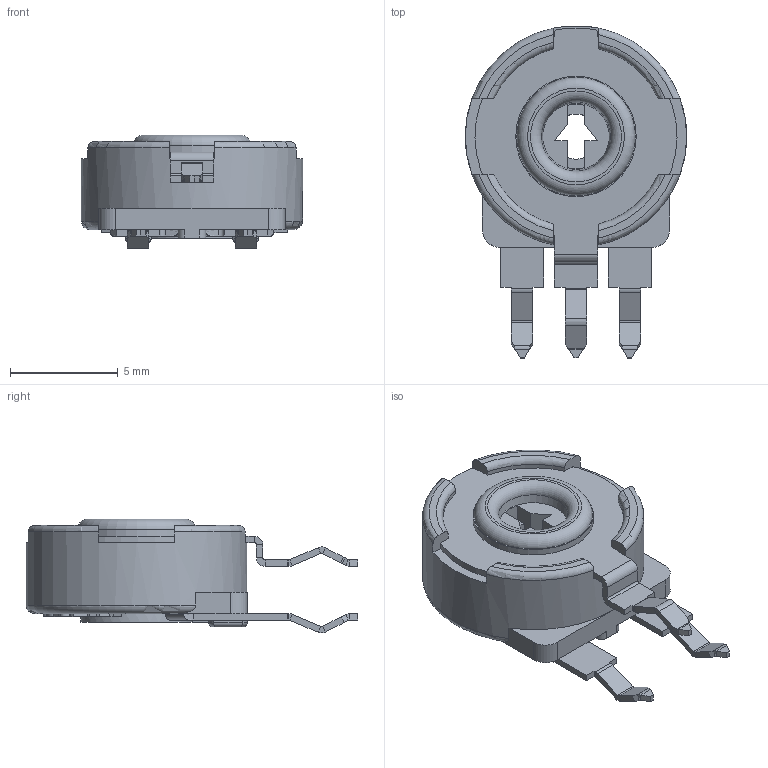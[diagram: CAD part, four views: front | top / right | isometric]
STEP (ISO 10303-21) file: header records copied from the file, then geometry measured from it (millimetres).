
FILE_DESCRIPTION (( 'STEP AP203' ), '1' );
FILE_NAME ('PT10LH02.STEP', '2018-08-28T08:26:30', ( '' ), ( '' ), 'SwSTEP 2.0', 'SolidWorks 2016', '' );
FILE_SCHEMA (( 'CONFIG_CONTROL_DESIGN' ));
Length unit declared in the file: millimetre
Products named in the file (6): PT10LH02; PT10LH02-CARCASA; PT10LH02-TERMINAL DERECHO; PT10LH02-TERMINAL IZQUIERDO; PT10LH02-COLECTOR; PT10LH02-PORTACURSOR_Predeterminada
Assembly tree (5 placements, depth 2):
  PT10LH02
    PT10LH02-CARCASA
    PT10LH02-TERMINAL DERECHO
    PT10LH02-TERMINAL IZQUIERDO
    PT10LH02-COLECTOR
    PT10LH02-PORTACURSOR_Predeterminada
Bounding box: 10.3 x 15.44 x 5.3 mm (x, y, z)
Volume: 189.5 mm3; surface area: 810.5 mm2
Topology: 5 solids, 5 shells, 410 faces, 1051 edges, 667 vertices
Faces by surface type: plane 265, cylinder 85, bspline 42, torus 17, cone 1
Full cylindrical faces by diameter (mm): 3 x1, 3.15 x1, 4.4 x1, 4.6 x1, 5.2 x1, 5.4 x1, 5.6 x1, 9 x1, 10.3 x1
Entity records: 14705 total; most frequent: CARTESIAN_POINT 4422, ORIENTED_EDGE 2068, DIRECTION 1843, EDGE_CURVE 1034, VECTOR 717, LINE 717, VERTEX_POINT 664, AXIS2_PLACEMENT_3D 563
